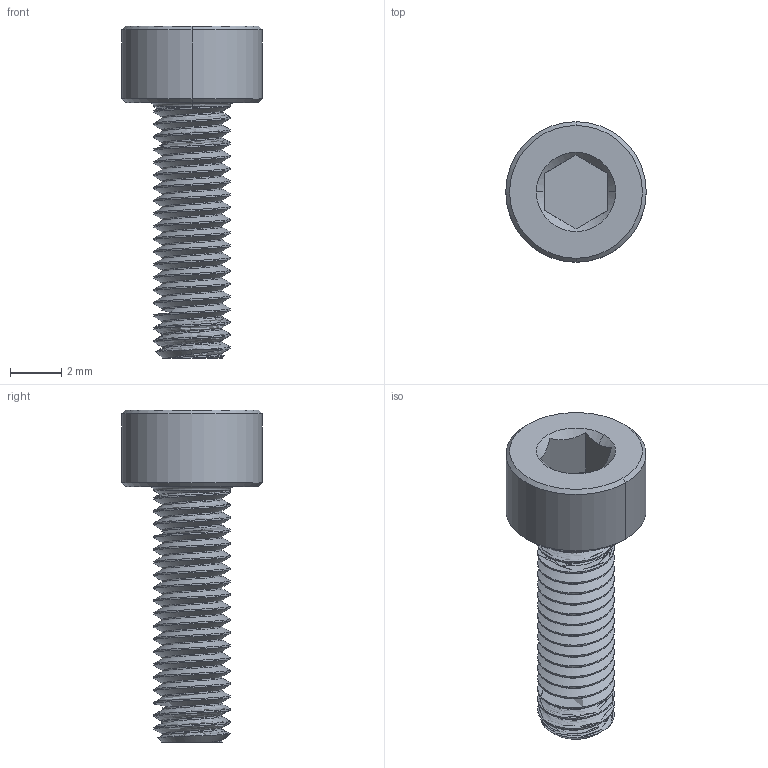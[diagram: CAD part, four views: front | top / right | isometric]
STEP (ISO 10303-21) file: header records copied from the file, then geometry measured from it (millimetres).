
FILE_DESCRIPTION (( 'STEP AP203' ), '1' );
FILE_NAME ('91290A115_Black-Oxide Alloy Steel Socket Head Screw.STEP', '2026-01-08T19:07:43', ( 'McMaster Carr Supply' ), ( 'McMaster Carr Supply' ), 'SwSTEP 2.0', 'SolidWorks 2024', '' );
FILE_SCHEMA (( 'CONFIG_CONTROL_DESIGN' ));
Length unit declared in the file: millimetre
Products named in the file (1): 91290A115_Black-Oxide Alloy Steel Socket Head Screw
Bounding box: 5.5 x 5.5 x 13 mm (x, y, z)
Volume: 116.4 mm3; surface area: 255.2 mm2
Topology: 1 solids, 1 shells, 68 faces, 182 edges, 118 vertices
Faces by surface type: cylinder 41, cone 12, plane 10, bspline 3, torus 2
Entity records: 4457 total; most frequent: CARTESIAN_POINT 2950, ORIENTED_EDGE 364, DIRECTION 238, EDGE_CURVE 182, VERTEX_POINT 118, AXIS2_PLACEMENT_3D 88, EDGE_LOOP 70, ADVANCED_FACE 68
